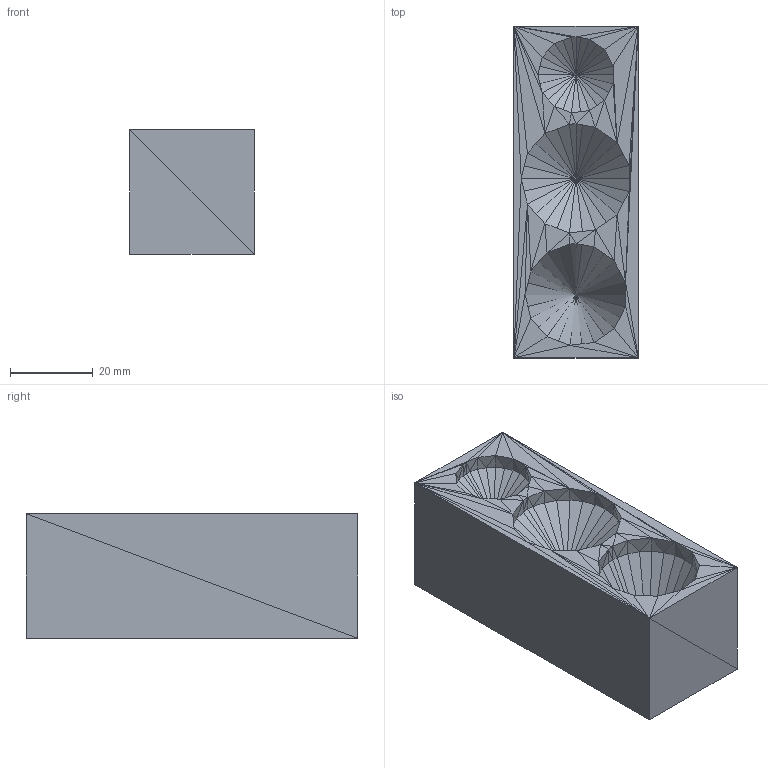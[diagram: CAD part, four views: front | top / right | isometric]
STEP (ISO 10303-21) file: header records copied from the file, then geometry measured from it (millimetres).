
FILE_DESCRIPTION(('FreeCAD Model'),'2;1');
FILE_NAME('Open CASCADE Shape Model','2022-05-07T14:32:35',('Author'),( ''),'Open CASCADE STEP processor 7.5','FreeCAD','Unknown');
FILE_SCHEMA(('AUTOMOTIVE_DESIGN { 1 0 10303 214 1 1 1 1 }'));
Length unit declared in the file: millimetre
Products named in the file (1): shapr3d_export_2022_05_07_14h20m_Body_05001
Bounding box: 30 x 80 x 30 mm (x, y, z)
Surface area: 13037.1 mm2 (no closed solid volume)
Topology: 0 solids, 1 shells, 264 faces, 396 edges, 134 vertices
Faces by surface type: plane 264
Entity records: 9934 total; most frequent: CARTESIAN_POINT 1983, DIRECTION 1322, ORIENTED_EDGE 792, LINE 792, VECTOR 792, PCURVE 792, DEFINITIONAL_REPRESENTATION 792, EDGE_CURVE 396
